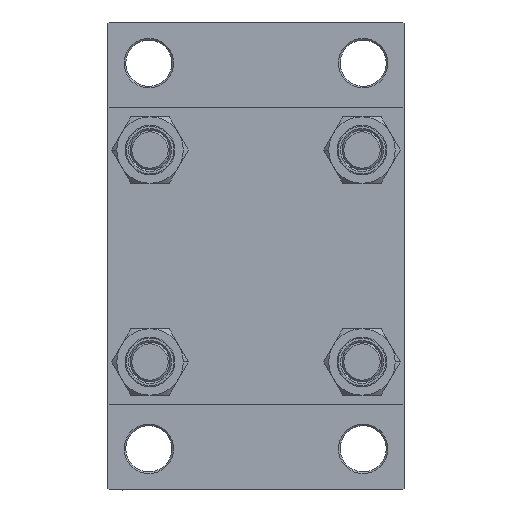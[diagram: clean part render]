
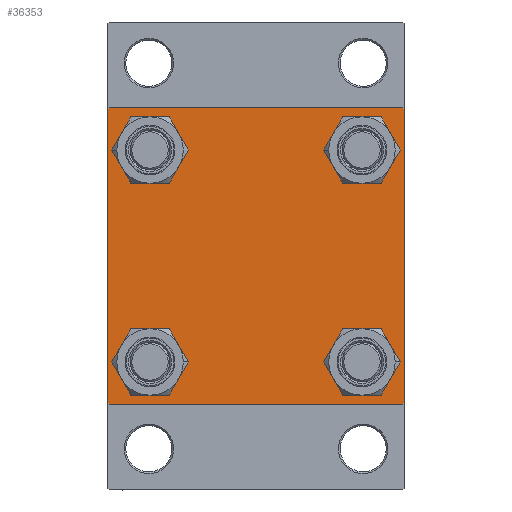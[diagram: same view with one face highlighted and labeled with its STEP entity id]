
A CAD part, left-side view. The second image highlights one B-rep face of the part: STEP entity #36353.
In plain terms, the highlighted planar face has unit normal (-1, 0, 0).
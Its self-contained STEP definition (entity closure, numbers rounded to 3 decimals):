
#1039 = EDGE_CURVE ( 'NONE', #19630, #12868, #16036, .T. ) ;
#1119 = DIRECTION ( 'NONE',  ( 0., 0., 1. ) ) ;
#1885 = CARTESIAN_POINT ( 'NONE',  ( 0., 45., -44.5 ) ) ;
#2057 = CIRCLE ( 'NONE', #29573, 6.5 ) ;
#2081 = VERTEX_POINT ( 'NONE', #44677 ) ;
#2361 = ORIENTED_EDGE ( 'NONE', *, *, #7469, .T. ) ;
#3519 = EDGE_CURVE ( 'NONE', #29337, #10071, #2057, .T. ) ;
#3646 = CARTESIAN_POINT ( 'NONE',  ( 0., -32.15, 32.15 ) ) ;
#3788 = CIRCLE ( 'NONE', #30574, 6.5 ) ;
#3926 = DIRECTION ( 'NONE',  ( 1., 0., 0. ) ) ;
#4019 = CARTESIAN_POINT ( 'NONE',  ( 0., 32.15, 32.15 ) ) ;
#4070 = ORIENTED_EDGE ( 'NONE', *, *, #3519, .T. ) ;
#4241 = CARTESIAN_POINT ( 'NONE',  ( 0., 32.15, 25.65 ) ) ;
#4391 = DIRECTION ( 'NONE',  ( 0., -1., 0. ) ) ;
#4559 = EDGE_CURVE ( 'NONE', #22519, #33524, #15092, .T. ) ;
#5213 = CARTESIAN_POINT ( 'NONE',  ( 0., 32.15, 38.65 ) ) ;
#5679 = FACE_BOUND ( 'NONE', #6232, .T. ) ;
#6232 = EDGE_LOOP ( 'NONE', ( #13835, #19222 ) ) ;
#6348 = DIRECTION ( 'NONE',  ( 0., -0.707, -0.707 ) ) ;
#6427 = CARTESIAN_POINT ( 'NONE',  ( 0., -44.75, -44.75 ) ) ;
#6476 = VERTEX_POINT ( 'NONE', #1885 ) ;
#6569 = EDGE_LOOP ( 'NONE', ( #17919, #4070 ) ) ;
#6989 = ORIENTED_EDGE ( 'NONE', *, *, #11695, .T. ) ;
#7400 = CIRCLE ( 'NONE', #34172, 6.5 ) ;
#7469 = EDGE_CURVE ( 'NONE', #13369, #27082, #19665, .T. ) ;
#7470 = CIRCLE ( 'NONE', #28112, 6.5 ) ;
#7943 = CARTESIAN_POINT ( 'NONE',  ( 0., -45., -44.5 ) ) ;
#7989 = CARTESIAN_POINT ( 'NONE',  ( 0., 45., 45. ) ) ;
#8293 = EDGE_CURVE ( 'NONE', #33524, #22519, #7470, .T. ) ;
#8633 = VERTEX_POINT ( 'NONE', #7943 ) ;
#9091 = CARTESIAN_POINT ( 'NONE',  ( 0., 32.15, 32.15 ) ) ;
#9489 = DIRECTION ( 'NONE',  ( 0., 0., -1. ) ) ;
#10071 = VERTEX_POINT ( 'NONE', #36346 ) ;
#10555 = CIRCLE ( 'NONE', #39620, 6.5 ) ;
#10793 = EDGE_CURVE ( 'NONE', #27082, #13369, #19015, .T. ) ;
#11425 = LINE ( 'NONE', #32750, #29007 ) ;
#11695 = EDGE_CURVE ( 'NONE', #2081, #17157, #27595, .T. ) ;
#11796 = DIRECTION ( 'NONE',  ( 1., 0., 0. ) ) ;
#12147 = VECTOR ( 'NONE', #46532, 1000. ) ;
#12823 = DIRECTION ( 'NONE',  ( 0., 0., 1. ) ) ;
#12868 = VERTEX_POINT ( 'NONE', #40694 ) ;
#13369 = VERTEX_POINT ( 'NONE', #4241 ) ;
#13415 = DIRECTION ( 'NONE',  ( 0., 0., 1. ) ) ;
#13418 = ORIENTED_EDGE ( 'NONE', *, *, #39895, .T. ) ;
#13445 = DIRECTION ( 'NONE',  ( 0., 0., 1. ) ) ;
#13835 = ORIENTED_EDGE ( 'NONE', *, *, #4559, .T. ) ;
#13843 = VECTOR ( 'NONE', #6348, 1000. ) ;
#14001 = VERTEX_POINT ( 'NONE', #32127 ) ;
#14404 = CARTESIAN_POINT ( 'NONE',  ( 0., 45., -45. ) ) ;
#14479 = DIRECTION ( 'NONE',  ( 0., 0., 1. ) ) ;
#15092 = CIRCLE ( 'NONE', #34196, 6.5 ) ;
#16036 = LINE ( 'NONE', #16746, #34881 ) ;
#16057 = ORIENTED_EDGE ( 'NONE', *, *, #20006, .F. ) ;
#16746 = CARTESIAN_POINT ( 'NONE',  ( 0., -44.75, 44.75 ) ) ;
#17157 = VERTEX_POINT ( 'NONE', #43138 ) ;
#17844 = CARTESIAN_POINT ( 'NONE',  ( 0., -32.15, 25.65 ) ) ;
#17919 = ORIENTED_EDGE ( 'NONE', *, *, #24883, .T. ) ;
#17925 = DIRECTION ( 'NONE',  ( 0., 0., 1. ) ) ;
#18260 = DIRECTION ( 'NONE',  ( 1., 0., 0. ) ) ;
#19015 = CIRCLE ( 'NONE', #24342, 6.5 ) ;
#19222 = ORIENTED_EDGE ( 'NONE', *, *, #8293, .T. ) ;
#19336 = FACE_BOUND ( 'NONE', #32263, .T. ) ;
#19630 = VERTEX_POINT ( 'NONE', #26469 ) ;
#19665 = CIRCLE ( 'NONE', #30360, 6.5 ) ;
#20006 = EDGE_CURVE ( 'NONE', #2081, #12868, #40809, .T. ) ;
#20009 = VECTOR ( 'NONE', #28214, 1000. ) ;
#20621 = DIRECTION ( 'NONE',  ( 0., 0., 1. ) ) ;
#20853 = ORIENTED_EDGE ( 'NONE', *, *, #10793, .T. ) ;
#21095 = DIRECTION ( 'NONE',  ( 1., 0., 0. ) ) ;
#21283 = VECTOR ( 'NONE', #40741, 1000. ) ;
#21813 = LINE ( 'NONE', #14404, #21283 ) ;
#22131 = CARTESIAN_POINT ( 'NONE',  ( 0., 32.15, -32.15 ) ) ;
#22519 = VERTEX_POINT ( 'NONE', #43107 ) ;
#22773 = VECTOR ( 'NONE', #9489, 1000. ) ;
#23085 = CARTESIAN_POINT ( 'NONE',  ( 0., -32.15, -25.65 ) ) ;
#23809 = EDGE_CURVE ( 'NONE', #14001, #39513, #3788, .T. ) ;
#24167 = ORIENTED_EDGE ( 'NONE', *, *, #1039, .T. ) ;
#24342 = AXIS2_PLACEMENT_3D ( 'NONE', #9091, #11796, #26397 ) ;
#24811 = LINE ( 'NONE', #31286, #22773 ) ;
#24883 = EDGE_CURVE ( 'NONE', #10071, #29337, #7400, .T. ) ;
#26397 = DIRECTION ( 'NONE',  ( 0., 0., 1. ) ) ;
#26469 = CARTESIAN_POINT ( 'NONE',  ( 0., -45., 44.5 ) ) ;
#27082 = VERTEX_POINT ( 'NONE', #5213 ) ;
#27595 = LINE ( 'NONE', #31886, #12147 ) ;
#27647 = EDGE_CURVE ( 'NONE', #32102, #30351, #21813, .T. ) ;
#28112 = AXIS2_PLACEMENT_3D ( 'NONE', #22131, #3926, #14479 ) ;
#28214 = DIRECTION ( 'NONE',  ( 0., -0.707, 0.707 ) ) ;
#28371 = CARTESIAN_POINT ( 'NONE',  ( 0., 44.75, -44.75 ) ) ;
#29007 = VECTOR ( 'NONE', #32507, 1000. ) ;
#29337 = VERTEX_POINT ( 'NONE', #17844 ) ;
#29405 = DIRECTION ( 'NONE',  ( 1., 0., 0. ) ) ;
#29573 = AXIS2_PLACEMENT_3D ( 'NONE', #3646, #18260, #29748 ) ;
#29748 = DIRECTION ( 'NONE',  ( 0., 0., 1. ) ) ;
#29929 = EDGE_CURVE ( 'NONE', #17157, #6476, #11425, .T. ) ;
#30351 = VERTEX_POINT ( 'NONE', #45229 ) ;
#30360 = AXIS2_PLACEMENT_3D ( 'NONE', #4019, #29405, #17925 ) ;
#30574 = AXIS2_PLACEMENT_3D ( 'NONE', #34969, #38823, #13415 ) ;
#30593 = FACE_BOUND ( 'NONE', #45626, .T. ) ;
#31252 = DIRECTION ( 'NONE',  ( 1., 0., 0. ) ) ;
#31286 = CARTESIAN_POINT ( 'NONE',  ( 0., -45., 45. ) ) ;
#31302 = FACE_BOUND ( 'NONE', #6569, .T. ) ;
#31886 = CARTESIAN_POINT ( 'NONE',  ( 0., 44.75, 44.75 ) ) ;
#32039 = LINE ( 'NONE', #6427, #20009 ) ;
#32102 = VERTEX_POINT ( 'NONE', #45663 ) ;
#32127 = CARTESIAN_POINT ( 'NONE',  ( 0., -32.15, -38.65 ) ) ;
#32199 = LINE ( 'NONE', #28371, #13843 ) ;
#32263 = EDGE_LOOP ( 'NONE', ( #40215, #39283 ) ) ;
#32507 = DIRECTION ( 'NONE',  ( 0., 0., -1. ) ) ;
#32750 = CARTESIAN_POINT ( 'NONE',  ( 0., 45., 45. ) ) ;
#32825 = EDGE_CURVE ( 'NONE', #6476, #32102, #32199, .T. ) ;
#33383 = VECTOR ( 'NONE', #4391, 1000. ) ;
#33524 = VERTEX_POINT ( 'NONE', #34256 ) ;
#33945 = CARTESIAN_POINT ( 'NONE',  ( 0., 0., 0. ) ) ;
#34172 = AXIS2_PLACEMENT_3D ( 'NONE', #45645, #31252, #12823 ) ;
#34196 = AXIS2_PLACEMENT_3D ( 'NONE', #46754, #21095, #13445 ) ;
#34256 = CARTESIAN_POINT ( 'NONE',  ( 0., 32.15, -38.65 ) ) ;
#34380 = EDGE_LOOP ( 'NONE', ( #40170, #44275, #38865, #13418, #41154, #24167, #16057, #6989 ) ) ;
#34881 = VECTOR ( 'NONE', #38322, 1000. ) ;
#34969 = CARTESIAN_POINT ( 'NONE',  ( 0., -32.15, -32.15 ) ) ;
#36346 = CARTESIAN_POINT ( 'NONE',  ( 0., -32.15, 38.65 ) ) ;
#36353 = ADVANCED_FACE ( 'NONE', ( #31302, #19336, #5679, #30593, #38279 ), #45231, .T. ) ;
#38279 = FACE_OUTER_BOUND ( 'NONE', #34380, .T. ) ;
#38322 = DIRECTION ( 'NONE',  ( 0., 0.707, 0.707 ) ) ;
#38614 = CARTESIAN_POINT ( 'NONE',  ( 0., -32.15, -32.15 ) ) ;
#38823 = DIRECTION ( 'NONE',  ( 1., 0., 0. ) ) ;
#38865 = ORIENTED_EDGE ( 'NONE', *, *, #27647, .T. ) ;
#39085 = AXIS2_PLACEMENT_3D ( 'NONE', #33945, #42109, #1119 ) ;
#39283 = ORIENTED_EDGE ( 'NONE', *, *, #23809, .T. ) ;
#39513 = VERTEX_POINT ( 'NONE', #23085 ) ;
#39620 = AXIS2_PLACEMENT_3D ( 'NONE', #38614, #46047, #20621 ) ;
#39895 = EDGE_CURVE ( 'NONE', #30351, #8633, #32039, .T. ) ;
#40170 = ORIENTED_EDGE ( 'NONE', *, *, #29929, .T. ) ;
#40215 = ORIENTED_EDGE ( 'NONE', *, *, #42674, .T. ) ;
#40694 = CARTESIAN_POINT ( 'NONE',  ( 0., -44.5, 45. ) ) ;
#40741 = DIRECTION ( 'NONE',  ( 0., -1., 0. ) ) ;
#40809 = LINE ( 'NONE', #7989, #33383 ) ;
#41154 = ORIENTED_EDGE ( 'NONE', *, *, #42927, .F. ) ;
#42109 = DIRECTION ( 'NONE',  ( -1., 0., 0. ) ) ;
#42674 = EDGE_CURVE ( 'NONE', #39513, #14001, #10555, .T. ) ;
#42927 = EDGE_CURVE ( 'NONE', #19630, #8633, #24811, .T. ) ;
#43107 = CARTESIAN_POINT ( 'NONE',  ( 0., 32.15, -25.65 ) ) ;
#43138 = CARTESIAN_POINT ( 'NONE',  ( 0., 45., 44.5 ) ) ;
#44275 = ORIENTED_EDGE ( 'NONE', *, *, #32825, .T. ) ;
#44677 = CARTESIAN_POINT ( 'NONE',  ( 0., 44.5, 45. ) ) ;
#45229 = CARTESIAN_POINT ( 'NONE',  ( 0., -44.5, -45. ) ) ;
#45231 = PLANE ( 'NONE',  #39085 ) ;
#45626 = EDGE_LOOP ( 'NONE', ( #20853, #2361 ) ) ;
#45645 = CARTESIAN_POINT ( 'NONE',  ( 0., -32.15, 32.15 ) ) ;
#45663 = CARTESIAN_POINT ( 'NONE',  ( 0., 44.5, -45. ) ) ;
#46047 = DIRECTION ( 'NONE',  ( 1., 0., 0. ) ) ;
#46532 = DIRECTION ( 'NONE',  ( 0., 0.707, -0.707 ) ) ;
#46754 = CARTESIAN_POINT ( 'NONE',  ( 0., 32.15, -32.15 ) ) ;
